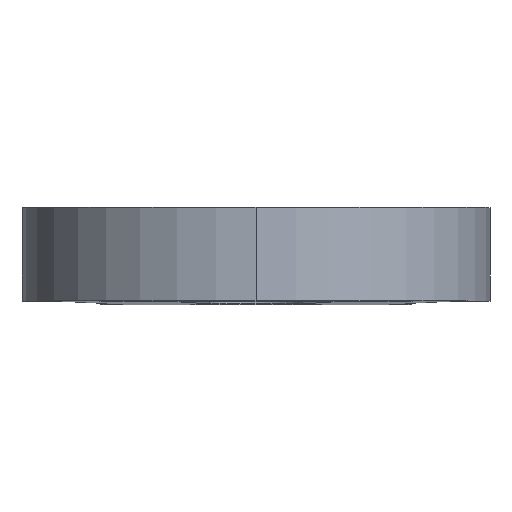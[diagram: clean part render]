
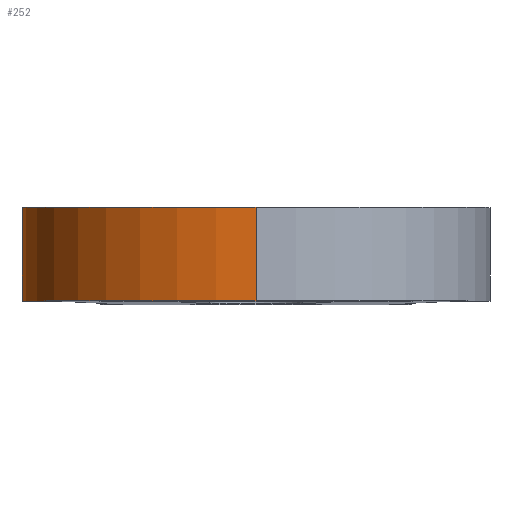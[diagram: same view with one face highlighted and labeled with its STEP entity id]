
A CAD part, top view. The second image highlights one B-rep face of the part: STEP entity #252.
In plain terms, the highlighted cylindrical face has radius 30 mm (diameter 60 mm), a partial arc.
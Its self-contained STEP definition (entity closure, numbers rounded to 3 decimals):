
#2 = EDGE_CURVE ( 'NONE', #726, #386, #616, .T. ) ;
#18 = VERTEX_POINT ( 'NONE', #399 ) ;
#20 = CARTESIAN_POINT ( 'NONE',  ( 0., 0., 30. ) ) ;
#77 = EDGE_CURVE ( 'NONE', #386, #672, #599, .T. ) ;
#120 = CARTESIAN_POINT ( 'NONE',  ( 0., 0., 0. ) ) ;
#165 = DIRECTION ( 'NONE',  ( 0., 1., 0. ) ) ;
#178 = DIRECTION ( 'NONE',  ( 0., 0., 1. ) ) ;
#185 = AXIS2_PLACEMENT_3D ( 'NONE', #500, #333, #733 ) ;
#217 = EDGE_LOOP ( 'NONE', ( #267, #684, #244, #635 ) ) ;
#221 = CARTESIAN_POINT ( 'NONE',  ( 0., 12., 30. ) ) ;
#241 = VECTOR ( 'NONE', #165, 1000. ) ;
#244 = ORIENTED_EDGE ( 'NONE', *, *, #730, .F. ) ;
#252 = ADVANCED_FACE ( 'NONE', ( #378 ), #385, .T. ) ;
#267 = ORIENTED_EDGE ( 'NONE', *, *, #2, .T. ) ;
#303 = AXIS2_PLACEMENT_3D ( 'NONE', #120, #627, #178 ) ;
#321 = EDGE_CURVE ( 'NONE', #726, #18, #731, .T. ) ;
#333 = DIRECTION ( 'NONE',  ( 0., 1., 0. ) ) ;
#373 = DIRECTION ( 'NONE',  ( 0., 1., 0. ) ) ;
#378 = FACE_OUTER_BOUND ( 'NONE', #217, .T. ) ;
#385 = CYLINDRICAL_SURFACE ( 'NONE', #484, 30. ) ;
#386 = VERTEX_POINT ( 'NONE', #20 ) ;
#399 = CARTESIAN_POINT ( 'NONE',  ( -28.328, 12., -9.876 ) ) ;
#484 = AXIS2_PLACEMENT_3D ( 'NONE', #671, #668, #728 ) ;
#500 = CARTESIAN_POINT ( 'NONE',  ( 0., 12., 0. ) ) ;
#599 = LINE ( 'NONE', #645, #735 ) ;
#611 = CARTESIAN_POINT ( 'NONE',  ( -28.328, 0., -9.876 ) ) ;
#616 = CIRCLE ( 'NONE', #303, 30. ) ;
#627 = DIRECTION ( 'NONE',  ( 0., 1., 0. ) ) ;
#635 = ORIENTED_EDGE ( 'NONE', *, *, #321, .F. ) ;
#639 = CIRCLE ( 'NONE', #185, 30. ) ;
#645 = CARTESIAN_POINT ( 'NONE',  ( 0., -13., 30. ) ) ;
#668 = DIRECTION ( 'NONE',  ( 0., 1., 0. ) ) ;
#671 = CARTESIAN_POINT ( 'NONE',  ( 0., -13., 0. ) ) ;
#672 = VERTEX_POINT ( 'NONE', #221 ) ;
#679 = CARTESIAN_POINT ( 'NONE',  ( -28.328, -13., -9.876 ) ) ;
#684 = ORIENTED_EDGE ( 'NONE', *, *, #77, .T. ) ;
#726 = VERTEX_POINT ( 'NONE', #611 ) ;
#728 = DIRECTION ( 'NONE',  ( 0., 0., 1. ) ) ;
#730 = EDGE_CURVE ( 'NONE', #18, #672, #639, .T. ) ;
#731 = LINE ( 'NONE', #679, #241 ) ;
#733 = DIRECTION ( 'NONE',  ( 0., 0., 1. ) ) ;
#735 = VECTOR ( 'NONE', #373, 1000. ) ;
